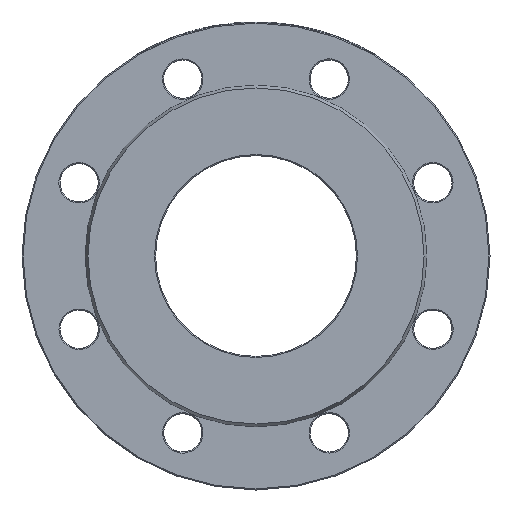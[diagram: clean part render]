
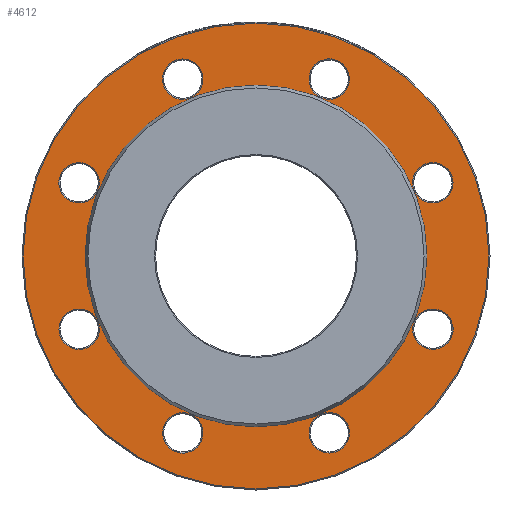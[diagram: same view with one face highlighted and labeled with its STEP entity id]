
A CAD part, left-side view. The second image highlights one B-rep face of the part: STEP entity #4612.
In plain terms, the highlighted planar face has unit normal (-1, 0, 0).
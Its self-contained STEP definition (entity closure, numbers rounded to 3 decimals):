
#36 = DIRECTION ( 'NONE',  ( 1., 0., 0. ) ) ;
#74 = ORIENTED_EDGE ( 'NONE', *, *, #3503, .F. ) ;
#111 = ORIENTED_EDGE ( 'NONE', *, *, #2699, .T. ) ;
#131 = EDGE_CURVE ( 'NONE', #6391, #6391, #2815, .T. ) ;
#233 = DIRECTION ( 'NONE',  ( 1., 0., 0. ) ) ;
#262 = VERTEX_POINT ( 'NONE', #3901 ) ;
#289 = PLANE ( 'NONE',  #3854 ) ;
#343 = EDGE_LOOP ( 'NONE', ( #2459 ) ) ;
#546 = CARTESIAN_POINT ( 'NONE',  ( 3., -83.149, -34.442 ) ) ;
#704 = CARTESIAN_POINT ( 'NONE',  ( 3., 83.149, 34.442 ) ) ;
#736 = DIRECTION ( 'NONE',  ( 0., 1., 0. ) ) ;
#782 = DIRECTION ( 'NONE',  ( 1., 0., 0. ) ) ;
#799 = EDGE_LOOP ( 'NONE', ( #3397 ) ) ;
#828 = ORIENTED_EDGE ( 'NONE', *, *, #4205, .T. ) ;
#958 = FACE_BOUND ( 'NONE', #343, .T. ) ;
#1076 = CARTESIAN_POINT ( 'NONE',  ( 3., -34.442, -83.149 ) ) ;
#1104 = CIRCLE ( 'NONE', #2823, 9.5 ) ;
#1118 = AXIS2_PLACEMENT_3D ( 'NONE', #7634, #2630, #736 ) ;
#1242 = CARTESIAN_POINT ( 'NONE',  ( 3., 0., 0. ) ) ;
#1284 = DIRECTION ( 'NONE',  ( -1., 0., 0. ) ) ;
#1341 = CARTESIAN_POINT ( 'NONE',  ( 3., -83.149, 43.942 ) ) ;
#1381 = CIRCLE ( 'NONE', #1118, 9.5 ) ;
#1534 = FACE_BOUND ( 'NONE', #7272, .T. ) ;
#1572 = FACE_BOUND ( 'NONE', #2221, .T. ) ;
#1694 = ORIENTED_EDGE ( 'NONE', *, *, #3855, .T. ) ;
#1742 = VERTEX_POINT ( 'NONE', #4695 ) ;
#1912 = CIRCLE ( 'NONE', #4808, 9.5 ) ;
#1915 = CIRCLE ( 'NONE', #7433, 109.5 ) ;
#2066 = DIRECTION ( 'NONE',  ( 0., 0., -1. ) ) ;
#2124 = VERTEX_POINT ( 'NONE', #7171 ) ;
#2158 = AXIS2_PLACEMENT_3D ( 'NONE', #1242, #1284, #3837 ) ;
#2221 = EDGE_LOOP ( 'NONE', ( #828 ) ) ;
#2236 = DIRECTION ( 'NONE',  ( 1., 0., 0. ) ) ;
#2386 = DIRECTION ( 'NONE',  ( 0., -1., 0. ) ) ;
#2459 = ORIENTED_EDGE ( 'NONE', *, *, #2546, .T. ) ;
#2489 = EDGE_CURVE ( 'NONE', #5929, #5929, #2568, .T. ) ;
#2535 = CARTESIAN_POINT ( 'NONE',  ( 3., 34.442, -83.149 ) ) ;
#2546 = EDGE_CURVE ( 'NONE', #7051, #7051, #1912, .T. ) ;
#2568 = CIRCLE ( 'NONE', #2835, 9.5 ) ;
#2630 = DIRECTION ( 'NONE',  ( 1., 0., 0. ) ) ;
#2699 = EDGE_CURVE ( 'NONE', #5229, #5229, #1381, .T. ) ;
#2716 = CARTESIAN_POINT ( 'NONE',  ( 3., -83.149, 34.442 ) ) ;
#2754 = DIRECTION ( 'NONE',  ( 0., 0., 1. ) ) ;
#2766 = EDGE_LOOP ( 'NONE', ( #3866 ) ) ;
#2773 = FACE_BOUND ( 'NONE', #6123, .T. ) ;
#2815 = CIRCLE ( 'NONE', #8084, 9.5 ) ;
#2823 = AXIS2_PLACEMENT_3D ( 'NONE', #1076, #6778, #2386 ) ;
#2835 = AXIS2_PLACEMENT_3D ( 'NONE', #5007, #4384, #5708 ) ;
#2938 = DIRECTION ( 'NONE',  ( 0., 0., -1. ) ) ;
#3024 = VERTEX_POINT ( 'NONE', #6205 ) ;
#3065 = DIRECTION ( 'NONE',  ( 1., 0., 0. ) ) ;
#3246 = CARTESIAN_POINT ( 'NONE',  ( 3., -89.867, -27.724 ) ) ;
#3397 = ORIENTED_EDGE ( 'NONE', *, *, #6378, .T. ) ;
#3503 = EDGE_CURVE ( 'NONE', #2124, #2124, #7591, .T. ) ;
#3513 = EDGE_CURVE ( 'NONE', #262, #262, #5325, .T. ) ;
#3709 = EDGE_LOOP ( 'NONE', ( #8139 ) ) ;
#3837 = DIRECTION ( 'NONE',  ( 0., 0., 1. ) ) ;
#3854 = AXIS2_PLACEMENT_3D ( 'NONE', #7935, #2236, #2938 ) ;
#3855 = EDGE_CURVE ( 'NONE', #5104, #5104, #1104, .T. ) ;
#3866 = ORIENTED_EDGE ( 'NONE', *, *, #131, .T. ) ;
#3901 = CARTESIAN_POINT ( 'NONE',  ( 3., 89.867, 27.724 ) ) ;
#3949 = EDGE_LOOP ( 'NONE', ( #7971 ) ) ;
#4132 = FACE_OUTER_BOUND ( 'NONE', #3949, .T. ) ;
#4148 = DIRECTION ( 'NONE',  ( -1., 0., 0. ) ) ;
#4176 = FACE_BOUND ( 'NONE', #3709, .T. ) ;
#4205 = EDGE_CURVE ( 'NONE', #3024, #3024, #4802, .T. ) ;
#4384 = DIRECTION ( 'NONE',  ( 1., 0., 0. ) ) ;
#4438 = DIRECTION ( 'NONE',  ( 1., 0., 0. ) ) ;
#4568 = CARTESIAN_POINT ( 'NONE',  ( 3., -27.724, 89.867 ) ) ;
#4612 = ADVANCED_FACE ( 'NONE', ( #2773, #5293, #4176, #5453, #958, #1534, #1572, #7812, #4132, #4794 ), #289, .F. ) ;
#4695 = CARTESIAN_POINT ( 'NONE',  ( 3., 83.149, -43.942 ) ) ;
#4794 = FACE_BOUND ( 'NONE', #4870, .T. ) ;
#4802 = CIRCLE ( 'NONE', #6651, 9.5 ) ;
#4808 = AXIS2_PLACEMENT_3D ( 'NONE', #546, #3065, #5582 ) ;
#4870 = EDGE_LOOP ( 'NONE', ( #74 ) ) ;
#4922 = DIRECTION ( 'NONE',  ( 0., 0., -1. ) ) ;
#5004 = CARTESIAN_POINT ( 'NONE',  ( 3., 0., 0. ) ) ;
#5007 = CARTESIAN_POINT ( 'NONE',  ( 3., -34.442, 83.149 ) ) ;
#5058 = DIRECTION ( 'NONE',  ( 0., -0.707, -0.707 ) ) ;
#5104 = VERTEX_POINT ( 'NONE', #7628 ) ;
#5219 = EDGE_CURVE ( 'NONE', #6787, #6787, #1915, .T. ) ;
#5229 = VERTEX_POINT ( 'NONE', #7784 ) ;
#5293 = FACE_BOUND ( 'NONE', #6100, .T. ) ;
#5325 = CIRCLE ( 'NONE', #6779, 9.5 ) ;
#5453 = FACE_BOUND ( 'NONE', #2766, .T. ) ;
#5582 = DIRECTION ( 'NONE',  ( 0., -0.707, 0.707 ) ) ;
#5708 = DIRECTION ( 'NONE',  ( 0., 0.707, 0.707 ) ) ;
#5929 = VERTEX_POINT ( 'NONE', #4568 ) ;
#6004 = ORIENTED_EDGE ( 'NONE', *, *, #3513, .T. ) ;
#6100 = EDGE_LOOP ( 'NONE', ( #111 ) ) ;
#6123 = EDGE_LOOP ( 'NONE', ( #6004 ) ) ;
#6125 = CIRCLE ( 'NONE', #7965, 9.5 ) ;
#6205 = CARTESIAN_POINT ( 'NONE',  ( 3., 27.724, -89.867 ) ) ;
#6378 = EDGE_CURVE ( 'NONE', #1742, #1742, #6125, .T. ) ;
#6391 = VERTEX_POINT ( 'NONE', #1341 ) ;
#6651 = AXIS2_PLACEMENT_3D ( 'NONE', #2535, #4438, #5058 ) ;
#6778 = DIRECTION ( 'NONE',  ( 1., 0., 0. ) ) ;
#6779 = AXIS2_PLACEMENT_3D ( 'NONE', #704, #36, #7440 ) ;
#6787 = VERTEX_POINT ( 'NONE', #7826 ) ;
#7051 = VERTEX_POINT ( 'NONE', #3246 ) ;
#7171 = CARTESIAN_POINT ( 'NONE',  ( 3., 0., 80.336 ) ) ;
#7272 = EDGE_LOOP ( 'NONE', ( #1694 ) ) ;
#7433 = AXIS2_PLACEMENT_3D ( 'NONE', #5004, #4148, #4922 ) ;
#7440 = DIRECTION ( 'NONE',  ( 0., 0.707, -0.707 ) ) ;
#7591 = CIRCLE ( 'NONE', #2158, 80.336 ) ;
#7628 = CARTESIAN_POINT ( 'NONE',  ( 3., -43.942, -83.149 ) ) ;
#7634 = CARTESIAN_POINT ( 'NONE',  ( 3., 34.442, 83.149 ) ) ;
#7722 = CARTESIAN_POINT ( 'NONE',  ( 3., 83.149, -34.442 ) ) ;
#7784 = CARTESIAN_POINT ( 'NONE',  ( 3., 43.942, 83.149 ) ) ;
#7812 = FACE_BOUND ( 'NONE', #799, .T. ) ;
#7826 = CARTESIAN_POINT ( 'NONE',  ( 3., 0., -109.5 ) ) ;
#7935 = CARTESIAN_POINT ( 'NONE',  ( 3., 80.336, 0. ) ) ;
#7965 = AXIS2_PLACEMENT_3D ( 'NONE', #7722, #782, #2066 ) ;
#7971 = ORIENTED_EDGE ( 'NONE', *, *, #5219, .T. ) ;
#8084 = AXIS2_PLACEMENT_3D ( 'NONE', #2716, #233, #2754 ) ;
#8139 = ORIENTED_EDGE ( 'NONE', *, *, #2489, .T. ) ;
